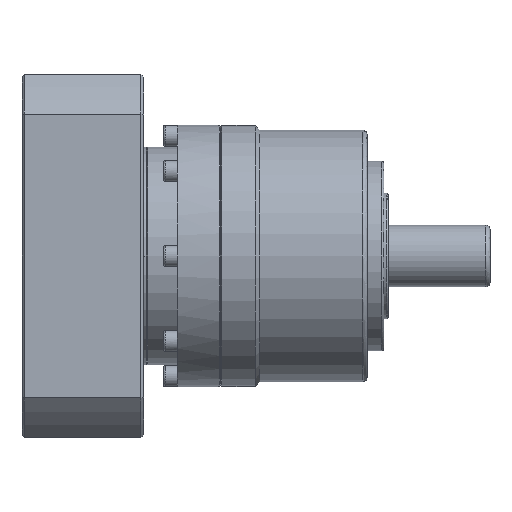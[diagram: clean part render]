
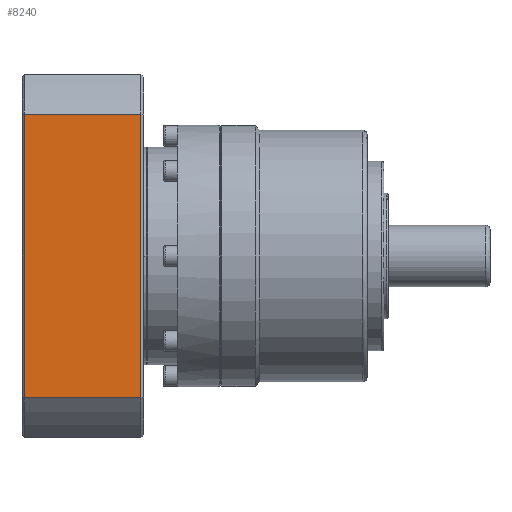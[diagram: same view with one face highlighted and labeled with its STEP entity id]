
A CAD part, front view. The second image highlights one B-rep face of the part: STEP entity #8240.
In plain terms, the highlighted face is planar.
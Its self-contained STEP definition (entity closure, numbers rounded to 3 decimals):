
#434 = DIRECTION ( 'NONE',  ( 0., 0., -1. ) ) ;
#584 = CARTESIAN_POINT ( 'NONE',  ( -65., 50.806, 4.5 ) ) ;
#637 = DIRECTION ( 'NONE',  ( 0., 1., 0. ) ) ;
#1803 = VERTEX_POINT ( 'NONE', #15018 ) ;
#2246 = DIRECTION ( 'NONE',  ( 0., -1., 0. ) ) ;
#2331 = VERTEX_POINT ( 'NONE', #584 ) ;
#3337 = CARTESIAN_POINT ( 'NONE',  ( -65., 50.806, 47. ) ) ;
#3528 = PLANE ( 'NONE',  #15049 ) ;
#4324 = LINE ( 'NONE', #3337, #8576 ) ;
#6935 = ORIENTED_EDGE ( 'NONE', *, *, #8167, .F. ) ;
#7839 = EDGE_CURVE ( 'NONE', #16182, #19025, #11133, .T. ) ;
#8167 = EDGE_CURVE ( 'NONE', #2331, #16182, #4324, .T. ) ;
#8174 = EDGE_CURVE ( 'NONE', #19025, #1803, #18390, .T. ) ;
#8201 = EDGE_CURVE ( 'NONE', #1803, #2331, #14684, .T. ) ;
#8240 = ADVANCED_FACE ( 'NONE', ( #10163 ), #3528, .F. ) ;
#8499 = CARTESIAN_POINT ( 'NONE',  ( -65., 50.806, 46.2 ) ) ;
#8576 = VECTOR ( 'NONE', #12563, 1000. ) ;
#9373 = CARTESIAN_POINT ( 'NONE',  ( -65., 50.806, 46.2 ) ) ;
#9711 = CARTESIAN_POINT ( 'NONE',  ( -65., -50.806, 0. ) ) ;
#9893 = DIRECTION ( 'NONE',  ( 1., 0., 0. ) ) ;
#10163 = FACE_OUTER_BOUND ( 'NONE', #14629, .T. ) ;
#10627 = VECTOR ( 'NONE', #434, 1000. ) ;
#11133 = LINE ( 'NONE', #8499, #18424 ) ;
#11178 = CARTESIAN_POINT ( 'NONE',  ( -65., 25.403, 4.5 ) ) ;
#11440 = ORIENTED_EDGE ( 'NONE', *, *, #8174, .F. ) ;
#12563 = DIRECTION ( 'NONE',  ( 0., 0., 1. ) ) ;
#13918 = CARTESIAN_POINT ( 'NONE',  ( -65., -50.806, 46.2 ) ) ;
#14228 = VECTOR ( 'NONE', #18431, 1000. ) ;
#14629 = EDGE_LOOP ( 'NONE', ( #11440, #15902, #6935, #14937 ) ) ;
#14684 = LINE ( 'NONE', #11178, #14228 ) ;
#14937 = ORIENTED_EDGE ( 'NONE', *, *, #8201, .F. ) ;
#15018 = CARTESIAN_POINT ( 'NONE',  ( -65., -50.806, 4.5 ) ) ;
#15049 = AXIS2_PLACEMENT_3D ( 'NONE', #18626, #9893, #637 ) ;
#15902 = ORIENTED_EDGE ( 'NONE', *, *, #7839, .F. ) ;
#16182 = VERTEX_POINT ( 'NONE', #9373 ) ;
#18390 = LINE ( 'NONE', #9711, #10627 ) ;
#18424 = VECTOR ( 'NONE', #2246, 1000. ) ;
#18431 = DIRECTION ( 'NONE',  ( 0., 1., 0. ) ) ;
#18626 = CARTESIAN_POINT ( 'NONE',  ( -65., 50.806, 47. ) ) ;
#19025 = VERTEX_POINT ( 'NONE', #13918 ) ;
